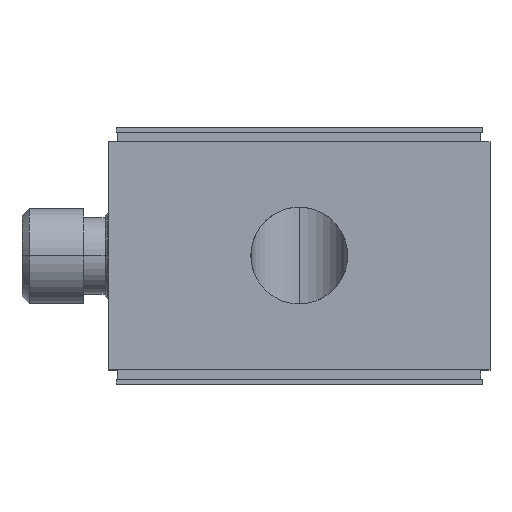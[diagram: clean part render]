
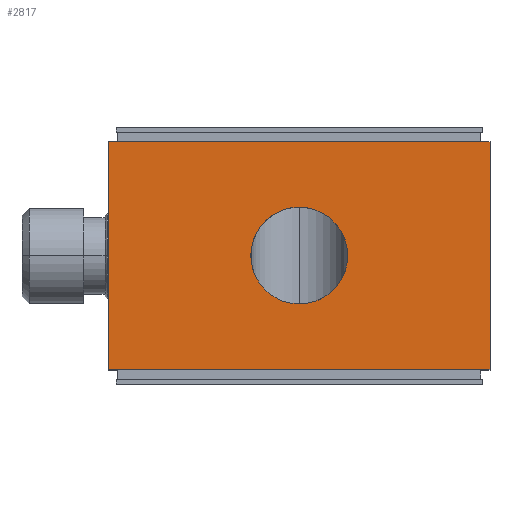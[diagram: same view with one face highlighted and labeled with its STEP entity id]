
A CAD part, top view. The second image highlights one B-rep face of the part: STEP entity #2817.
In plain terms, the highlighted planar face has unit normal (0, 0, 1).
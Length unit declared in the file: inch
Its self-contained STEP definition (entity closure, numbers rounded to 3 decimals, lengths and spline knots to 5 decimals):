
#36 = ORIENTED_EDGE ( 'NONE', *, *, #2851, .T. ) ;
#264 = CARTESIAN_POINT ( 'NONE',  ( 1.24, -0.74, 0. ) ) ;
#372 = VERTEX_POINT ( 'NONE', #1238 ) ;
#408 = VERTEX_POINT ( 'NONE', #1716 ) ;
#420 = EDGE_CURVE ( 'NONE', #3225, #408, #1849, .T. ) ;
#631 = VERTEX_POINT ( 'NONE', #264 ) ;
#653 = EDGE_CURVE ( 'NONE', #757, #631, #2178, .T. ) ;
#757 = VERTEX_POINT ( 'NONE', #1151 ) ;
#838 = ORIENTED_EDGE ( 'NONE', *, *, #420, .F. ) ;
#846 = EDGE_CURVE ( 'NONE', #942, #631, #1672, .T. ) ;
#888 = ORIENTED_EDGE ( 'NONE', *, *, #846, .T. ) ;
#895 = EDGE_CURVE ( 'NONE', #408, #3225, #1943, .T. ) ;
#913 = EDGE_CURVE ( 'NONE', #372, #757, #2073, .T. ) ;
#930 = ORIENTED_EDGE ( 'NONE', *, *, #913, .F. ) ;
#935 = ORIENTED_EDGE ( 'NONE', *, *, #895, .F. ) ;
#942 = VERTEX_POINT ( 'NONE', #2323 ) ;
#982 = ORIENTED_EDGE ( 'NONE', *, *, #653, .F. ) ;
#1151 = CARTESIAN_POINT ( 'NONE',  ( 1.24, 0.74, 0. ) ) ;
#1238 = CARTESIAN_POINT ( 'NONE',  ( -1.24, 0.74, 0. ) ) ;
#1338 = CARTESIAN_POINT ( 'NONE',  ( -0.31496, 0., 0. ) ) ;
#1441 = EDGE_LOOP ( 'NONE', ( #982, #930, #36, #888 ) ) ;
#1672 = LINE ( 'NONE', #1673, #1674 ) ;
#1673 = CARTESIAN_POINT ( 'NONE',  ( 0., -0.74, 0. ) ) ;
#1674 = VECTOR ( 'NONE', #1675, 39.37008 ) ;
#1675 = DIRECTION ( 'NONE',  ( 1., 0., 0. ) ) ;
#1716 = CARTESIAN_POINT ( 'NONE',  ( 0.31496, 0., 0. ) ) ;
#1849 = CIRCLE ( 'NONE', #1850, 0.31496 ) ;
#1850 = AXIS2_PLACEMENT_3D ( 'NONE', #1851, #1852, #1853 ) ;
#1851 = CARTESIAN_POINT ( 'NONE',  ( 0., 0., 0. ) ) ;
#1852 = DIRECTION ( 'NONE',  ( 0., 0., 1. ) ) ;
#1853 = DIRECTION ( 'NONE',  ( 1., 0., 0. ) ) ;
#1943 = CIRCLE ( 'NONE', #1944, 0.31496 ) ;
#1944 = AXIS2_PLACEMENT_3D ( 'NONE', #1948, #1949, #1950 ) ;
#1948 = CARTESIAN_POINT ( 'NONE',  ( 0., 0., 0. ) ) ;
#1949 = DIRECTION ( 'NONE',  ( 0., 0., 1. ) ) ;
#1950 = DIRECTION ( 'NONE',  ( 1., 0., 0. ) ) ;
#2073 = LINE ( 'NONE', #2074, #2075 ) ;
#2074 = CARTESIAN_POINT ( 'NONE',  ( 0., 0.74, 0. ) ) ;
#2075 = VECTOR ( 'NONE', #2076, 39.37008 ) ;
#2076 = DIRECTION ( 'NONE',  ( 1., 0., 0. ) ) ;
#2178 = LINE ( 'NONE', #2179, #2180 ) ;
#2179 = CARTESIAN_POINT ( 'NONE',  ( 1.24, 0., 0. ) ) ;
#2180 = VECTOR ( 'NONE', #2181, 39.37008 ) ;
#2181 = DIRECTION ( 'NONE',  ( 0., -1., 0. ) ) ;
#2300 = FACE_BOUND ( 'NONE', #2575, .T. ) ;
#2301 = FACE_OUTER_BOUND ( 'NONE', #1441, .T. ) ;
#2302 = PLANE ( 'NONE',  #2303 ) ;
#2303 = AXIS2_PLACEMENT_3D ( 'NONE', #2304, #2305, #2306 ) ;
#2304 = CARTESIAN_POINT ( 'NONE',  ( 1.24, 0.74, 0. ) ) ;
#2305 = DIRECTION ( 'NONE',  ( 0., 0., -1. ) ) ;
#2306 = DIRECTION ( 'NONE',  ( 0., -1., 0. ) ) ;
#2313 = LINE ( 'NONE', #2314, #2315 ) ;
#2314 = CARTESIAN_POINT ( 'NONE',  ( -1.24, 0., 0. ) ) ;
#2315 = VECTOR ( 'NONE', #2316, 39.37008 ) ;
#2316 = DIRECTION ( 'NONE',  ( 0., -1., 0. ) ) ;
#2323 = CARTESIAN_POINT ( 'NONE',  ( -1.24, -0.74, 0. ) ) ;
#2575 = EDGE_LOOP ( 'NONE', ( #935, #838 ) ) ;
#2817 = ADVANCED_FACE ( 'NONE', ( #2300, #2301 ), #2302, .F. ) ;
#2851 = EDGE_CURVE ( 'NONE', #372, #942, #2313, .T. ) ;
#3225 = VERTEX_POINT ( 'NONE', #1338 ) ;
